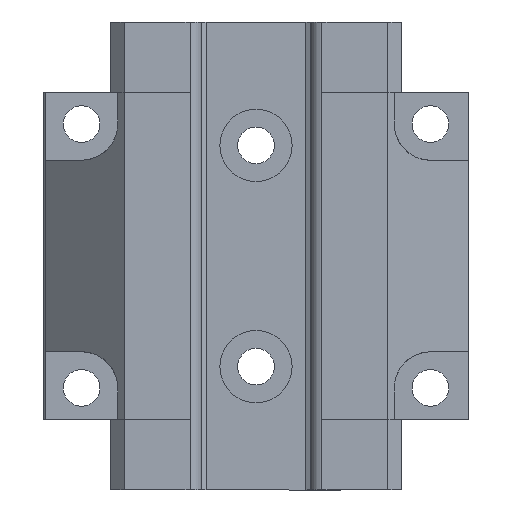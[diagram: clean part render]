
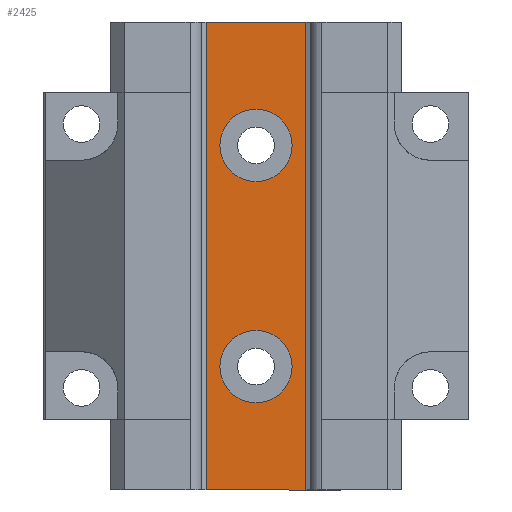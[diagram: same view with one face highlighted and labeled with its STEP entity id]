
A CAD part, front view. The second image highlights one B-rep face of the part: STEP entity #2425.
In plain terms, the highlighted planar face has unit normal (0, -1, 0).
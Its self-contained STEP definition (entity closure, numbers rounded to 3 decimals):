
#2425 = ADVANCED_FACE ( 'NONE', ( #8614, #8618, #8620 ), #7865, .F. ) ;
#3164 = EDGE_CURVE ( 'NONE', #10823, #10822, #8723, .T. ) ;
#3181 = EDGE_CURVE ( 'NONE', #11478, #11477, #8749, .T. ) ;
#3183 = EDGE_CURVE ( 'NONE', #11475, #11478, #8753, .T. ) ;
#3184 = EDGE_CURVE ( 'NONE', #11477, #11476, #8738, .T. ) ;
#3187 = EDGE_CURVE ( 'NONE', #11476, #11475, #8761, .T. ) ;
#3188 = EDGE_CURVE ( 'NONE', #10819, #10818, #8765, .T. ) ;
#3460 = ORIENTED_EDGE ( 'NONE', *, *, #11546, .F. ) ;
#3461 = ORIENTED_EDGE ( 'NONE', *, *, #3188, .F. ) ;
#3462 = ORIENTED_EDGE ( 'NONE', *, *, #11542, .F. ) ;
#3463 = ORIENTED_EDGE ( 'NONE', *, *, #3164, .F. ) ;
#3464 = ORIENTED_EDGE ( 'NONE', *, *, #3187, .F. ) ;
#3465 = ORIENTED_EDGE ( 'NONE', *, *, #3184, .F. ) ;
#3466 = ORIENTED_EDGE ( 'NONE', *, *, #3181, .F. ) ;
#3467 = ORIENTED_EDGE ( 'NONE', *, *, #3183, .F. ) ;
#7865 = PLANE ( 'NONE',  #8350 ) ;
#7872 = CARTESIAN_POINT ( 'NONE',  ( 15.68, -15.85, 66. ) ) ;
#7873 = DIRECTION ( 'NONE',  ( 0., 1., 0. ) ) ;
#7874 = DIRECTION ( 'NONE',  ( 0., 0., 1. ) ) ;
#7996 = CARTESIAN_POINT ( 'NONE',  ( 0., -15.85, 26. ) ) ;
#7998 = DIRECTION ( 'NONE',  ( 0., -1., 0. ) ) ;
#7999 = DIRECTION ( 'NONE',  ( 0., 0., 1. ) ) ;
#8031 = CARTESIAN_POINT ( 'NONE',  ( 15.68, -15.85, 55. ) ) ;
#8037 = CARTESIAN_POINT ( 'NONE',  ( 15.68, -15.85, 66. ) ) ;
#8038 = DIRECTION ( 'NONE',  ( 1., 0., 0. ) ) ;
#8041 = CARTESIAN_POINT ( 'NONE',  ( -15.68, -15.85, 66. ) ) ;
#8042 = DIRECTION ( 'NONE',  ( 0., 0., 1. ) ) ;
#8044 = DIRECTION ( 'NONE',  ( 0., 0., -1. ) ) ;
#8048 = CARTESIAN_POINT ( 'NONE',  ( 0., -15.85, -26. ) ) ;
#8050 = CARTESIAN_POINT ( 'NONE',  ( 15.68, -15.85, -55. ) ) ;
#8051 = DIRECTION ( 'NONE',  ( -1., 0., 0. ) ) ;
#8053 = DIRECTION ( 'NONE',  ( 0., -1., 0. ) ) ;
#8054 = DIRECTION ( 'NONE',  ( 0., 0., 1. ) ) ;
#8150 = CARTESIAN_POINT ( 'NONE',  ( 0., -15.85, -17.5 ) ) ;
#8151 = CARTESIAN_POINT ( 'NONE',  ( 0., -15.85, -34.5 ) ) ;
#8154 = CARTESIAN_POINT ( 'NONE',  ( 0., -15.85, 34.5 ) ) ;
#8155 = CARTESIAN_POINT ( 'NONE',  ( 0., -15.85, 17.5 ) ) ;
#8350 = AXIS2_PLACEMENT_3D ( 'NONE', #7872, #7873, #7874 ) ;
#8359 = AXIS2_PLACEMENT_3D ( 'NONE', #7996, #7998, #7999 ) ;
#8366 = AXIS2_PLACEMENT_3D ( 'NONE', #8048, #8053, #8054 ) ;
#8371 = AXIS2_PLACEMENT_3D ( 'NONE', #9576, #9577, #9578 ) ;
#8374 = AXIS2_PLACEMENT_3D ( 'NONE', #9560, #9565, #9566 ) ;
#8614 = FACE_BOUND ( 'NONE', #10662, .T. ) ;
#8618 = FACE_BOUND ( 'NONE', #10661, .T. ) ;
#8620 = FACE_OUTER_BOUND ( 'NONE', #10660, .T. ) ;
#8723 = CIRCLE ( 'NONE', #8359, 8.5 ) ;
#8738 = LINE ( 'NONE', #8037, #8755 ) ;
#8747 = VECTOR ( 'NONE', #8038, 1000. ) ;
#8749 = LINE ( 'NONE', #8031, #8747 ) ;
#8753 = LINE ( 'NONE', #8041, #8754 ) ;
#8754 = VECTOR ( 'NONE', #8042, 1000. ) ;
#8755 = VECTOR ( 'NONE', #8044, 1000. ) ;
#8761 = LINE ( 'NONE', #8050, #8762 ) ;
#8762 = VECTOR ( 'NONE', #8051, 1000. ) ;
#8765 = CIRCLE ( 'NONE', #8366, 8.5 ) ;
#8790 = CIRCLE ( 'NONE', #8374, 8.5 ) ;
#8795 = CIRCLE ( 'NONE', #8371, 8.5 ) ;
#9482 = CARTESIAN_POINT ( 'NONE',  ( -15.68, -15.85, -55. ) ) ;
#9483 = CARTESIAN_POINT ( 'NONE',  ( 15.68, -15.85, -55. ) ) ;
#9487 = CARTESIAN_POINT ( 'NONE',  ( 15.68, -15.85, 55. ) ) ;
#9488 = CARTESIAN_POINT ( 'NONE',  ( -15.68, -15.85, 55. ) ) ;
#9560 = CARTESIAN_POINT ( 'NONE',  ( 0., -15.85, 26. ) ) ;
#9565 = DIRECTION ( 'NONE',  ( 0., -1., 0. ) ) ;
#9566 = DIRECTION ( 'NONE',  ( 0., 0., 1. ) ) ;
#9576 = CARTESIAN_POINT ( 'NONE',  ( 0., -15.85, -26. ) ) ;
#9577 = DIRECTION ( 'NONE',  ( 0., -1., 0. ) ) ;
#9578 = DIRECTION ( 'NONE',  ( 0., 0., 1. ) ) ;
#10660 = EDGE_LOOP ( 'NONE', ( #3464, #3465, #3466, #3467 ) ) ;
#10661 = EDGE_LOOP ( 'NONE', ( #3462, #3463 ) ) ;
#10662 = EDGE_LOOP ( 'NONE', ( #3460, #3461 ) ) ;
#10818 = VERTEX_POINT ( 'NONE', #8150 ) ;
#10819 = VERTEX_POINT ( 'NONE', #8151 ) ;
#10822 = VERTEX_POINT ( 'NONE', #8154 ) ;
#10823 = VERTEX_POINT ( 'NONE', #8155 ) ;
#11475 = VERTEX_POINT ( 'NONE', #9482 ) ;
#11476 = VERTEX_POINT ( 'NONE', #9483 ) ;
#11477 = VERTEX_POINT ( 'NONE', #9487 ) ;
#11478 = VERTEX_POINT ( 'NONE', #9488 ) ;
#11542 = EDGE_CURVE ( 'NONE', #10822, #10823, #8790, .T. ) ;
#11546 = EDGE_CURVE ( 'NONE', #10818, #10819, #8795, .T. ) ;
